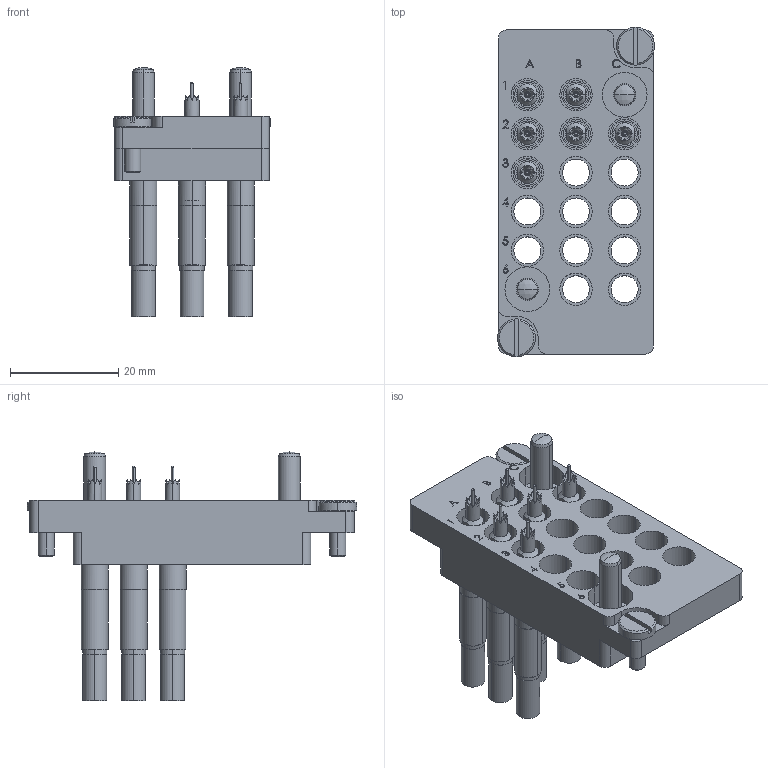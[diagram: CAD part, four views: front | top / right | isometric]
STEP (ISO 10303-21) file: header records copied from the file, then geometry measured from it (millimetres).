
FILE_DESCRIPTION (( 'STEP AP214' ), '1' );
FILE_NAME ('INGUN_38151.STEP', '2024-01-31T12:28:25', ( '' ), ( '' ), 'SwSTEP 2.0', 'SolidWorks 2021', '' );
FILE_SCHEMA (( 'AUTOMOTIVE_DESIGN' ));
Length unit declared in the file: millimetre
Products named in the file (8): INFO_4621~0_SBP-T_Kontaktierung-Seite<S>; INGUN_38151; HFS-840-0093__ADA~hfs_S; DIN6325~n_04,0m6x020; DIN923~n_M03x04-A2; KS-810-Master__ADA~ks_KS-810 R; 34569~4; 34569~4_S
Assembly tree (19 placements, depth 3):
  INGUN_38151
    34569~4_S
      34569~4
      INFO_4621~0_SBP-T_Kontaktierung-Seite<S>
    KS-810-Master__ADA~ks_KS-810 R  x6
    HFS-840-0093__ADA~hfs_S  x6
    DIN923~n_M03x04-A2  x2
    DIN6325~n_04,0m6x020  x2
Bounding box: 29 x 61 x 46.1 mm (x, y, z)
Volume: 16982.3 mm3; surface area: 17900.4 mm2
Topology: 38 solids, 50 shells, 3164 faces, 7492 edges, 4502 vertices
Faces by surface type: plane 2285, cylinder 708, cone 102, bspline 61, sphere 8
Entity records: 26021 total; most frequent: CARTESIAN_POINT 7390, DIRECTION 3830, ORIENTED_EDGE 3710, EDGE_CURVE 1855, AXIS2_PLACEMENT_3D 1389, VERTEX_POINT 1153, VECTOR 1052, LINE 1052
